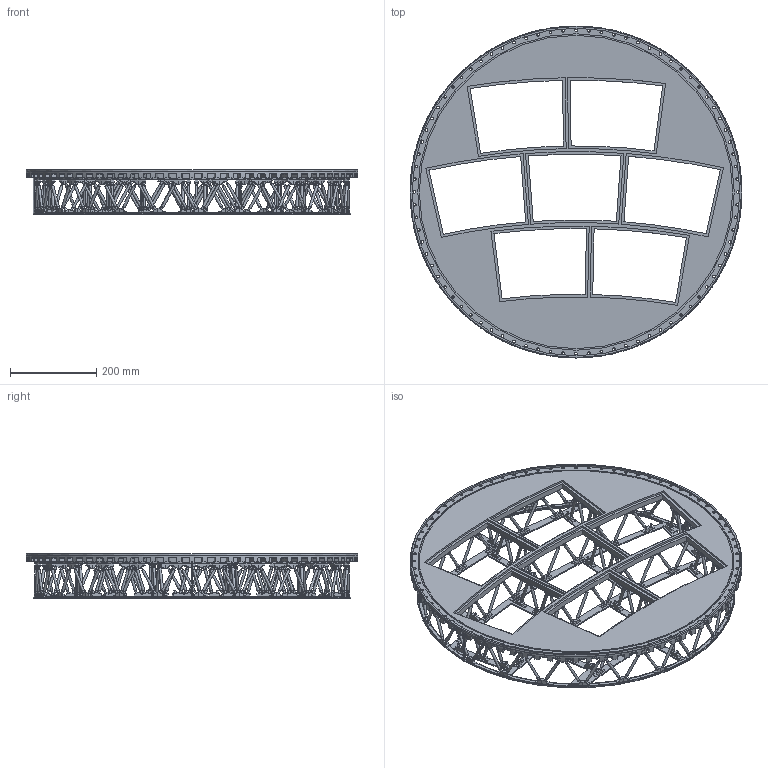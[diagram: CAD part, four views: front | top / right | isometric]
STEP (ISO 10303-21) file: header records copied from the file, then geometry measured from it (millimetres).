
FILE_DESCRIPTION((''),'2;1');
FILE_NAME('LP1Endplate3-SolidModel-RealisticStrut.stp','2012-01-03T11:13:45',('dpp2'),(''),'Autodesk Inventor 2011','Autodesk Inventor 2011','');
FILE_SCHEMA(('AUTOMOTIVE_DESIGN { 1 0 10303 214 1 1 1 1 }'));
Length unit declared in the file: millimetre
Products named in the file (1): LP1Endplate3-SolidModel-RealisticStrut
Bounding box: 769.99 x 769.99 x 104 mm (x, y, z)
Volume: 3145682.9 mm3; surface area: 1279556 mm2
Topology: 1 solids, 1 shells, 3834 faces, 10031 edges, 6616 vertices
Faces by surface type: plane 2869, cylinder 965
Full cylindrical faces by diameter (mm): 2 x1, 4 x296, 6 x172, 6.2 x40, 716 x1, 726.7 x1, 732 x2, 734 x1, 736 x1, 760 x1, 768 x1, 770 x1
Entity records: 117128 total; most frequent: CARTESIAN_POINT 23152, ORIENTED_EDGE 18854, DIRECTION 18780, EDGE_CURVE 9427, VECTOR 6782, LINE 6782, VERTEX_POINT 6531, AXIS2_PLACEMENT_3D 5999
